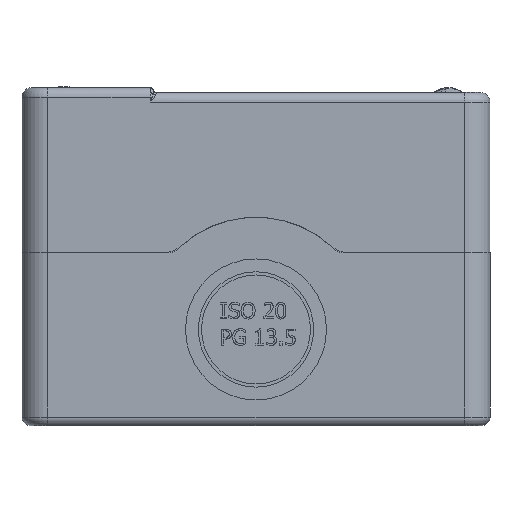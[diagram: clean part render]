
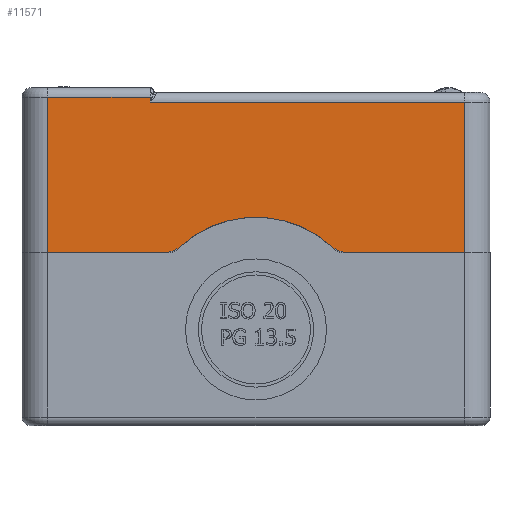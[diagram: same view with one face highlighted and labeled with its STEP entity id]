
A CAD part, front view. The second image highlights one B-rep face of the part: STEP entity #11571.
In plain terms, the highlighted planar face has unit normal (0, -1, 0).
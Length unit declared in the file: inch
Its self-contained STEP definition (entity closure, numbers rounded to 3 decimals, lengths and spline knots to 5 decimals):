
#906=PLANE('',#12282);
#1182=FACE_OUTER_BOUND('',#1887,.T.);
#1887=EDGE_LOOP('',(#7892,#7893,#7894,#7895,#7896,#7897,#7898,#7899,#7900,
#7901));
#2704=LINE('',#15763,#3665);
#2705=LINE('',#15765,#3666);
#2706=LINE('',#15767,#3667);
#2707=LINE('',#15769,#3668);
#2708=LINE('',#15771,#3669);
#2709=LINE('',#15773,#3670);
#2710=LINE('',#15774,#3671);
#3665=VECTOR('',#13130,17.98372);
#3666=VECTOR('',#13131,23.5);
#3667=VECTOR('',#13132,49.);
#3668=VECTOR('',#13133,0.75);
#3669=VECTOR('',#13134,16.);
#3670=VECTOR('',#13135,24.25);
#3671=VECTOR('',#13136,17.98372);
#4624=CIRCLE('',#12280,4.3);
#4626=CIRCLE('',#12283,17.5);
#4627=CIRCLE('',#12284,4.3);
#4964=VERTEX_POINT('',#15749);
#4965=VERTEX_POINT('',#15750);
#4968=VERTEX_POINT('',#15758);
#4969=VERTEX_POINT('',#15760);
#4970=VERTEX_POINT('',#15762);
#4971=VERTEX_POINT('',#15764);
#4972=VERTEX_POINT('',#15766);
#4973=VERTEX_POINT('',#15768);
#4974=VERTEX_POINT('',#15770);
#4975=VERTEX_POINT('',#15772);
#6121=EDGE_CURVE('',#4964,#4965,#4624,.T.);
#6125=EDGE_CURVE('',#4964,#4968,#4626,.T.);
#6126=EDGE_CURVE('',#4969,#4968,#4627,.T.);
#6127=EDGE_CURVE('',#4970,#4969,#2704,.T.);
#6128=EDGE_CURVE('',#4971,#4970,#2705,.T.);
#6129=EDGE_CURVE('',#4972,#4971,#2706,.T.);
#6130=EDGE_CURVE('',#4973,#4972,#2707,.T.);
#6131=EDGE_CURVE('',#4974,#4973,#2708,.T.);
#6132=EDGE_CURVE('',#4975,#4974,#2709,.T.);
#6133=EDGE_CURVE('',#4965,#4975,#2710,.T.);
#7892=ORIENTED_EDGE('',*,*,#6121,.F.);
#7893=ORIENTED_EDGE('',*,*,#6125,.T.);
#7894=ORIENTED_EDGE('',*,*,#6126,.F.);
#7895=ORIENTED_EDGE('',*,*,#6127,.F.);
#7896=ORIENTED_EDGE('',*,*,#6128,.F.);
#7897=ORIENTED_EDGE('',*,*,#6129,.F.);
#7898=ORIENTED_EDGE('',*,*,#6130,.F.);
#7899=ORIENTED_EDGE('',*,*,#6131,.F.);
#7900=ORIENTED_EDGE('',*,*,#6132,.F.);
#7901=ORIENTED_EDGE('',*,*,#6133,.F.);
#11571=ADVANCED_FACE('',(#1182),#906,.T.);
#12280=AXIS2_PLACEMENT_3D('',#15751,#13118,#13119);
#12282=AXIS2_PLACEMENT_3D('',#15757,#13124,#13125);
#12283=AXIS2_PLACEMENT_3D('',#15759,#13126,#13127);
#12284=AXIS2_PLACEMENT_3D('',#15761,#13128,#13129);
#13118=DIRECTION('center_axis',(0.,1.,0.));
#13119=DIRECTION('ref_axis',(0.356,0.,-0.934));
#13124=DIRECTION('center_axis',(0.,-1.,0.));
#13125=DIRECTION('ref_axis',(1.,0.,0.));
#13126=DIRECTION('center_axis',(0.,1.,0.));
#13127=DIRECTION('ref_axis',(0.73,0.,0.684));
#13128=DIRECTION('center_axis',(0.,1.,0.));
#13129=DIRECTION('ref_axis',(-0.356,0.,-0.934));
#13130=DIRECTION('',(-1.,0.,0.));
#13131=DIRECTION('',(0.,0.,-1.));
#13132=DIRECTION('',(1.,0.,0.));
#13133=DIRECTION('',(0.,0.,-1.));
#13134=DIRECTION('',(1.,0.,0.));
#13135=DIRECTION('',(0.,0.,1.));
#13136=DIRECTION('',(-1.,0.,0.));
#15749=CARTESIAN_POINT('',(-11.65297,-76.5,1.09196));
#15750=CARTESIAN_POINT('',(-14.51628,-76.5,0.));
#15751=CARTESIAN_POINT('Origin',(-14.51628,-76.5,4.3));
#15757=CARTESIAN_POINT('Origin',(-36.5,-76.5,0.));
#15758=CARTESIAN_POINT('',(11.65297,-76.5,1.09196));
#15759=CARTESIAN_POINT('Origin',(0.,-76.5,-11.964));
#15760=CARTESIAN_POINT('',(14.51628,-76.5,0.));
#15761=CARTESIAN_POINT('Origin',(14.51628,-76.5,4.3));
#15762=CARTESIAN_POINT('',(32.5,-76.5,0.));
#15763=CARTESIAN_POINT('',(36.5,-76.5,0.));
#15764=CARTESIAN_POINT('',(32.5,-76.5,23.5));
#15765=CARTESIAN_POINT('',(32.5,-76.5,0.));
#15766=CARTESIAN_POINT('',(-16.5,-76.5,23.5));
#15767=CARTESIAN_POINT('',(-18.25,-76.5,23.5));
#15768=CARTESIAN_POINT('',(-16.5,-76.5,24.25));
#15769=CARTESIAN_POINT('',(-16.5,-76.5,12.5));
#15770=CARTESIAN_POINT('',(-32.5,-76.5,24.25));
#15771=CARTESIAN_POINT('',(-31.27939,-76.5,24.25));
#15772=CARTESIAN_POINT('',(-32.5,-76.5,0.));
#15773=CARTESIAN_POINT('',(-32.5,-76.5,0.));
#15774=CARTESIAN_POINT('',(36.5,-76.5,0.));
